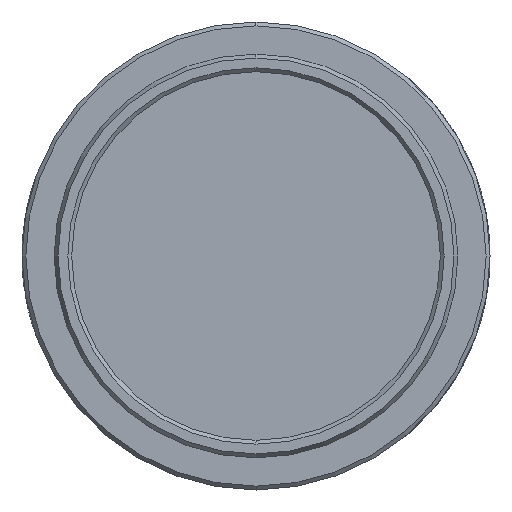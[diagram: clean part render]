
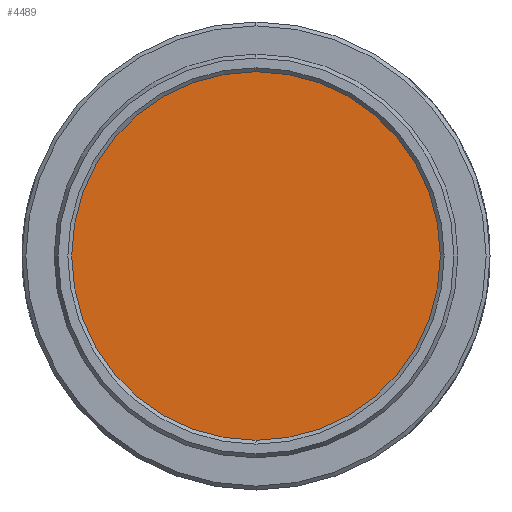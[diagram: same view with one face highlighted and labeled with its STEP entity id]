
A CAD part, left-side view. The second image highlights one B-rep face of the part: STEP entity #4489.
In plain terms, the highlighted planar face has unit normal (-1, 0, 0).
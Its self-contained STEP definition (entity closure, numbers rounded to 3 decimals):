
#11 = EDGE_CURVE ( 'NONE', #1395, #1595, #9179, .T. ) ;
#608 = CIRCLE ( 'NONE', #6700, 12.7 ) ;
#1270 = AXIS2_PLACEMENT_3D ( 'NONE', #7142, #9465, #1822 ) ;
#1395 = VERTEX_POINT ( 'NONE', #9339 ) ;
#1595 = VERTEX_POINT ( 'NONE', #5488 ) ;
#1822 = DIRECTION ( 'NONE',  ( 0., -0.991, 0.135 ) ) ;
#1863 = ORIENTED_EDGE ( 'NONE', *, *, #2694, .F. ) ;
#2149 = DIRECTION ( 'NONE',  ( 1., 0., 0. ) ) ;
#2220 = DIRECTION ( 'NONE',  ( 1., 0., 0. ) ) ;
#2694 = EDGE_CURVE ( 'NONE', #1595, #1395, #608, .T. ) ;
#2853 = EDGE_LOOP ( 'NONE', ( #8309, #1863 ) ) ;
#3632 = DIRECTION ( 'NONE',  ( 0., -0.991, 0.135 ) ) ;
#4488 = DIRECTION ( 'NONE',  ( 0., -0.991, 0.135 ) ) ;
#4489 = ADVANCED_FACE ( 'NONE', ( #9609 ), #5266, .F. ) ;
#5266 = PLANE ( 'NONE',  #6718 ) ;
#5488 = CARTESIAN_POINT ( 'NONE',  ( -7.62, 12.585, -1.708 ) ) ;
#6700 = AXIS2_PLACEMENT_3D ( 'NONE', #8971, #2149, #4488 ) ;
#6718 = AXIS2_PLACEMENT_3D ( 'NONE', #6739, #2220, #3632 ) ;
#6739 = CARTESIAN_POINT ( 'NONE',  ( -7.62, 0., 0. ) ) ;
#7142 = CARTESIAN_POINT ( 'NONE',  ( -7.62, 0., 0. ) ) ;
#8309 = ORIENTED_EDGE ( 'NONE', *, *, #11, .F. ) ;
#8971 = CARTESIAN_POINT ( 'NONE',  ( -7.62, 0., 0. ) ) ;
#9179 = CIRCLE ( 'NONE', #1270, 12.7 ) ;
#9339 = CARTESIAN_POINT ( 'NONE',  ( -7.62, -12.585, 1.708 ) ) ;
#9465 = DIRECTION ( 'NONE',  ( 1., 0., 0. ) ) ;
#9609 = FACE_OUTER_BOUND ( 'NONE', #2853, .T. ) ;
